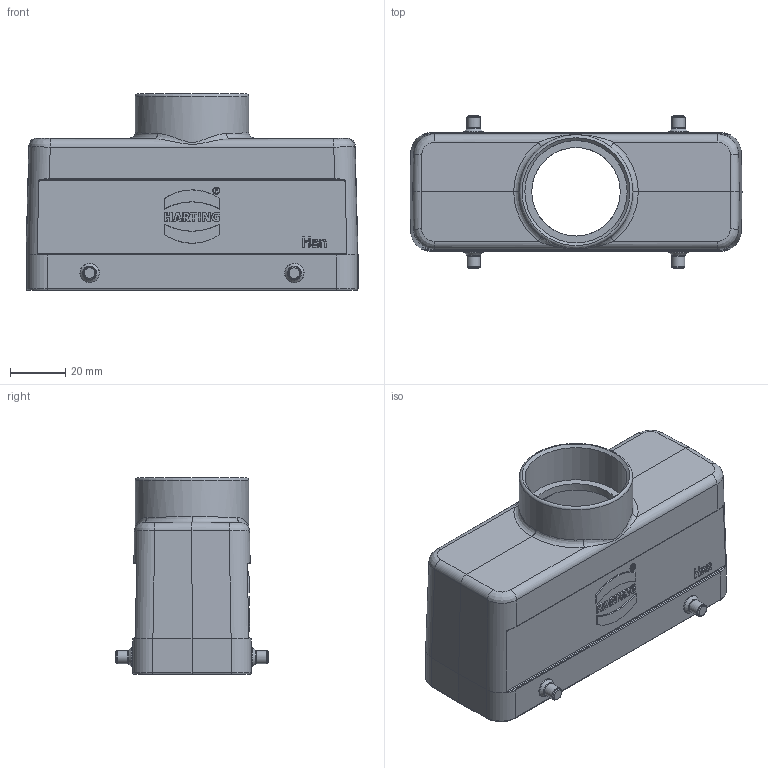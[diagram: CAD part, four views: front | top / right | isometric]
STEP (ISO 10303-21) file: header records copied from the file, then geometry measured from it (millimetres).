
FILE_DESCRIPTION(/* description */ (''),/* implementation_level */ '2;1');
FILE_NAME(/* name */ '100768581ugm000_a.stp',/* time_stamp */ '2018-08-09T17:07:06+02:00',/* author */ (''),/* organization */ (''),/* preprocessor_version */ 'ST-DEVELOPER v16.7',/* originating_system */ 'SIEMENS PLM Software NX 12.0',/* authorisation */ '');
FILE_SCHEMA (('AUTOMOTIVE_DESIGN { 1 0 10303 214 3 1 1 1 }'));
Length unit declared in the file: millimetre
Products named in the file (1): 100768581ugm000_a
Bounding box: 120 x 55.6 x 71 mm (x, y, z)
Volume: 68014.2 mm3; surface area: 44974 mm2
Topology: 1 solids, 1 shells, 412 faces, 1935 edges, 2488 vertices
Faces by surface type: plane 177, bspline 110, cylinder 97, torus 17, cone 11
Full cylindrical faces by diameter (mm): 3 x4, 4.8 x4, 7 x4, 32 x1, 37 x1, 41 x1
Entity records: 25859 total; most frequent: CARTESIAN_POINT 8534, DIRECTION 1960, ORIENTED_EDGE 1902, PRESENTATION_STYLE_ASSIGNMENT 1349, EDGE_CURVE 951, STYLED_ITEM 941, CURVE_STYLE 933, DRAUGHTING_PRE_DEFINED_CURVE_FONT 933
